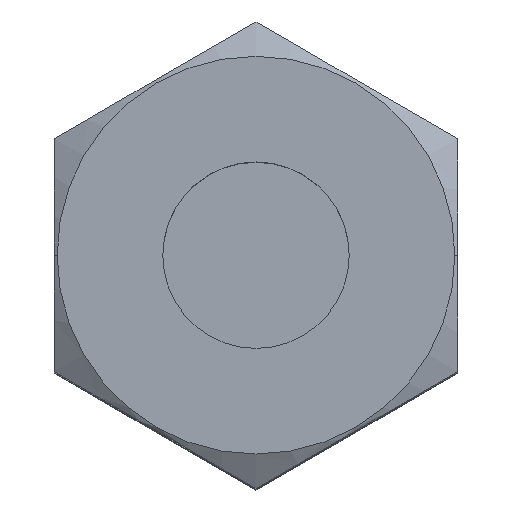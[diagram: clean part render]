
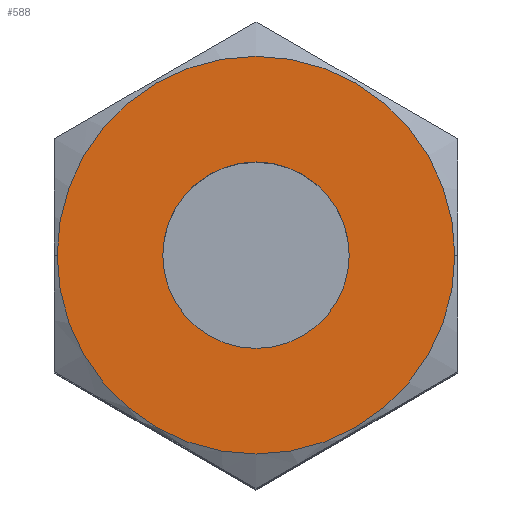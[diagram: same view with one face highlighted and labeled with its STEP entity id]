
A CAD part, top view. The second image highlights one B-rep face of the part: STEP entity #588.
In plain terms, the highlighted planar face has unit normal (0, 0, 1).
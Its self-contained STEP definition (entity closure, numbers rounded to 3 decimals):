
#10 = DIRECTION ( 'NONE',  ( 1., 0., 0. ) ) ;
#41 = CARTESIAN_POINT ( 'NONE',  ( 3., 0., 10. ) ) ;
#44 = CARTESIAN_POINT ( 'NONE',  ( 0., 0., 10. ) ) ;
#88 = EDGE_CURVE ( 'NONE', #554, #193, #936, .T. ) ;
#110 = CARTESIAN_POINT ( 'NONE',  ( 0., 0., 10. ) ) ;
#115 = DIRECTION ( 'NONE',  ( 0., 0., -1. ) ) ;
#133 = ORIENTED_EDGE ( 'NONE', *, *, #823, .F. ) ;
#193 = VERTEX_POINT ( 'NONE', #1177 ) ;
#234 = DIRECTION ( 'NONE',  ( 0., 0., -1. ) ) ;
#269 = AXIS2_PLACEMENT_3D ( 'NONE', #1371, #804, #1250 ) ;
#291 = DIRECTION ( 'NONE',  ( 0., 0., 1. ) ) ;
#355 = DIRECTION ( 'NONE',  ( -1., 0., 0. ) ) ;
#372 = DIRECTION ( 'NONE',  ( 0., 0., 1. ) ) ;
#491 = EDGE_LOOP ( 'NONE', ( #1110, #1230 ) ) ;
#537 = AXIS2_PLACEMENT_3D ( 'NONE', #575, #234, #355 ) ;
#554 = VERTEX_POINT ( 'NONE', #559 ) ;
#559 = CARTESIAN_POINT ( 'NONE',  ( 6.4, 0., 10. ) ) ;
#570 = DIRECTION ( 'NONE',  ( -1., 0., 0. ) ) ;
#575 = CARTESIAN_POINT ( 'NONE',  ( 0., 0., 10. ) ) ;
#588 = ADVANCED_FACE ( 'NONE', ( #944, #916 ), #1402, .T. ) ;
#652 = VERTEX_POINT ( 'NONE', #41 ) ;
#728 = DIRECTION ( 'NONE',  ( 1., 0., 0. ) ) ;
#745 = AXIS2_PLACEMENT_3D ( 'NONE', #44, #291, #728 ) ;
#804 = DIRECTION ( 'NONE',  ( 0., 0., 1. ) ) ;
#823 = EDGE_CURVE ( 'NONE', #941, #652, #1194, .T. ) ;
#916 = FACE_BOUND ( 'NONE', #1237, .T. ) ;
#936 = CIRCLE ( 'NONE', #1017, 6.4 ) ;
#941 = VERTEX_POINT ( 'NONE', #1298 ) ;
#944 = FACE_OUTER_BOUND ( 'NONE', #491, .T. ) ;
#955 = ORIENTED_EDGE ( 'NONE', *, *, #1033, .F. ) ;
#961 = AXIS2_PLACEMENT_3D ( 'NONE', #110, #372, #10 ) ;
#1017 = AXIS2_PLACEMENT_3D ( 'NONE', #1123, #115, #570 ) ;
#1026 = EDGE_CURVE ( 'NONE', #193, #554, #1287, .T. ) ;
#1033 = EDGE_CURVE ( 'NONE', #652, #941, #1413, .T. ) ;
#1110 = ORIENTED_EDGE ( 'NONE', *, *, #1026, .F. ) ;
#1123 = CARTESIAN_POINT ( 'NONE',  ( 0., 0., 10. ) ) ;
#1177 = CARTESIAN_POINT ( 'NONE',  ( -6.4, 0., 10. ) ) ;
#1194 = CIRCLE ( 'NONE', #745, 3. ) ;
#1230 = ORIENTED_EDGE ( 'NONE', *, *, #88, .F. ) ;
#1237 = EDGE_LOOP ( 'NONE', ( #955, #133 ) ) ;
#1250 = DIRECTION ( 'NONE',  ( 1., 0., 0. ) ) ;
#1287 = CIRCLE ( 'NONE', #537, 6.4 ) ;
#1298 = CARTESIAN_POINT ( 'NONE',  ( -3., 0., 10. ) ) ;
#1371 = CARTESIAN_POINT ( 'NONE',  ( -6.5, 11.258, 10. ) ) ;
#1402 = PLANE ( 'NONE',  #269 ) ;
#1413 = CIRCLE ( 'NONE', #961, 3. ) ;
